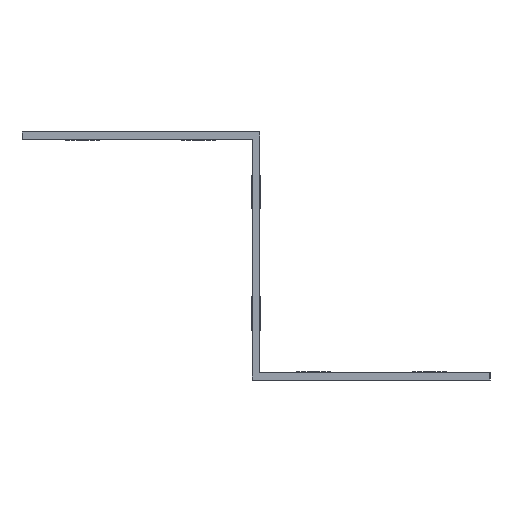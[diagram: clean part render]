
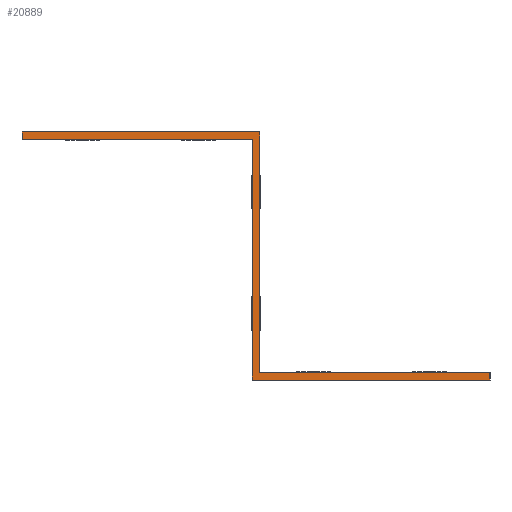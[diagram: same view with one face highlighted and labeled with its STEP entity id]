
A CAD part, left-side view. The second image highlights one B-rep face of the part: STEP entity #20889.
In plain terms, the highlighted planar face has unit normal (-1, 0, 0).
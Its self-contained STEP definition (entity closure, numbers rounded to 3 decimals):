
#1823=FACE_OUTER_BOUND('',#2733,.T.);
#2733=EDGE_LOOP('',(#19049,#19050,#19051,#19052,#19053,#19054,#19055,#19056));
#6338=LINE('',#40756,#8162);
#6343=LINE('',#40765,#8167);
#6344=LINE('',#40768,#8168);
#6349=LINE('',#40777,#8173);
#6352=LINE('',#40783,#8176);
#6355=LINE('',#40789,#8179);
#6356=LINE('',#40792,#8180);
#6357=LINE('',#40793,#8181);
#8162=VECTOR('',#32609,1.);
#8167=VECTOR('',#32616,1.);
#8168=VECTOR('',#32619,1.);
#8173=VECTOR('',#32626,1.);
#8176=VECTOR('',#32631,1.);
#8179=VECTOR('',#32636,1.);
#8180=VECTOR('',#32639,1.);
#8181=VECTOR('',#32640,1.);
#11786=VERTEX_POINT('',#40753);
#11787=VERTEX_POINT('',#40755);
#11789=VERTEX_POINT('',#40761);
#11791=VERTEX_POINT('',#40767);
#11794=VERTEX_POINT('',#40774);
#11796=VERTEX_POINT('',#40781);
#11798=VERTEX_POINT('',#40787);
#11799=VERTEX_POINT('',#40791);
#15402=EDGE_CURVE('',#11787,#11786,#6338,.T.);
#15407=EDGE_CURVE('',#11789,#11787,#6343,.T.);
#15408=EDGE_CURVE('',#11791,#11789,#6344,.T.);
#15413=EDGE_CURVE('',#11791,#11794,#6349,.T.);
#15416=EDGE_CURVE('',#11796,#11786,#6352,.T.);
#15419=EDGE_CURVE('',#11798,#11796,#6355,.T.);
#15420=EDGE_CURVE('',#11799,#11798,#6356,.T.);
#15421=EDGE_CURVE('',#11794,#11799,#6357,.T.);
#19049=ORIENTED_EDGE('',*,*,#15413,.F.);
#19050=ORIENTED_EDGE('',*,*,#15408,.T.);
#19051=ORIENTED_EDGE('',*,*,#15407,.T.);
#19052=ORIENTED_EDGE('',*,*,#15402,.T.);
#19053=ORIENTED_EDGE('',*,*,#15416,.F.);
#19054=ORIENTED_EDGE('',*,*,#15419,.F.);
#19055=ORIENTED_EDGE('',*,*,#15420,.F.);
#19056=ORIENTED_EDGE('',*,*,#15421,.F.);
#19979=PLANE('',#25400);
#20889=ADVANCED_FACE('',(#1823),#19979,.F.);
#25400=AXIS2_PLACEMENT_3D('',#40790,#32637,#32638);
#32609=DIRECTION('',(0.,-1.,0.));
#32616=DIRECTION('',(0.,0.,-1.));
#32619=DIRECTION('',(0.,1.,0.));
#32626=DIRECTION('',(0.,0.,-1.));
#32631=DIRECTION('',(0.,0.,1.));
#32636=DIRECTION('',(0.,1.,0.));
#32637=DIRECTION('center_axis',(1.,0.,0.));
#32638=DIRECTION('ref_axis',(0.,0.,-1.));
#32639=DIRECTION('',(0.,0.,-1.));
#32640=DIRECTION('',(0.,-1.,0.));
#40753=CARTESIAN_POINT('',(50.405,59.763,49.667));
#40755=CARTESIAN_POINT('',(50.405,107.413,49.667));
#40756=CARTESIAN_POINT('',(50.405,58.413,49.667));
#40761=CARTESIAN_POINT('',(50.405,107.413,51.167));
#40765=CARTESIAN_POINT('',(50.405,107.413,49.817));
#40767=CARTESIAN_POINT('',(50.405,58.263,51.167));
#40768=CARTESIAN_POINT('',(50.405,81.413,51.167));
#40774=CARTESIAN_POINT('',(50.405,58.263,1.367));
#40777=CARTESIAN_POINT('',(50.405,58.263,51.167));
#40781=CARTESIAN_POINT('',(50.405,59.763,-0.133));
#40783=CARTESIAN_POINT('',(50.405,59.763,-0.133));
#40787=CARTESIAN_POINT('',(50.405,10.613,-0.133));
#40789=CARTESIAN_POINT('',(50.405,10.613,-0.133));
#40790=CARTESIAN_POINT('Origin',(50.405,48.113,0.692));
#40791=CARTESIAN_POINT('',(50.405,10.613,1.367));
#40792=CARTESIAN_POINT('',(50.405,10.613,1.367));
#40793=CARTESIAN_POINT('',(50.405,59.613,1.367));
